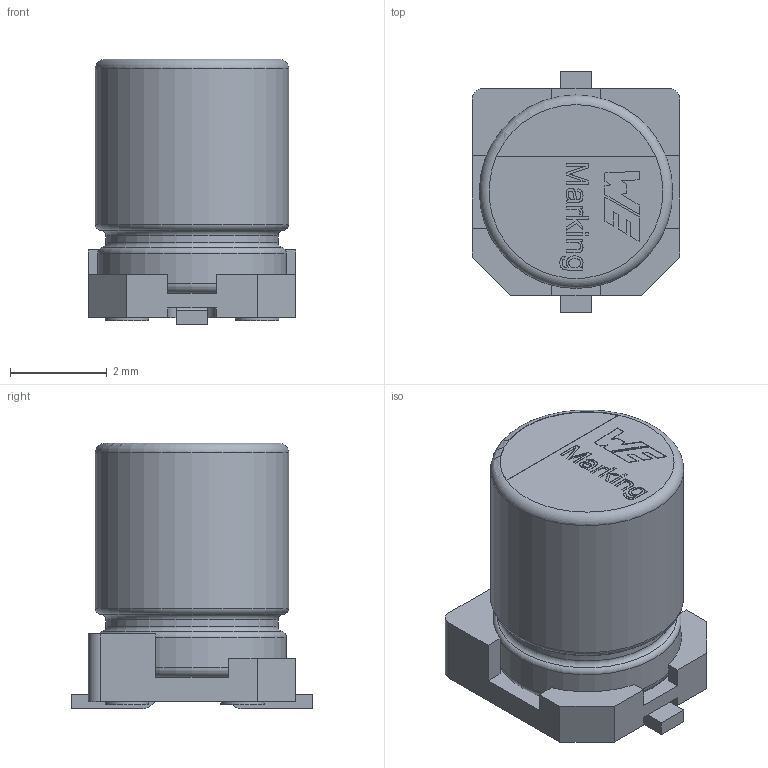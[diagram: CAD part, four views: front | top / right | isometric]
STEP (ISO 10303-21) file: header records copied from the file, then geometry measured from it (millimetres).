
FILE_DESCRIPTION( ( 'Unknown' ), '1' );
FILE_NAME( '4x5.5x1.stp', 'Unknown', ( 'Unknown' ), ( 'Unknown' ), 'PSStep 21.0.46', 'Unknown', ' ' );
FILE_SCHEMA( ( 'AUTOMOTIVE_DESIGN { 1 0 10303 214 1 1 1 1 }' ) );
Length unit declared in the file: millimetre
Products named in the file (3): Assem1; capicitor_4x5.5x1; Base_Φ4Capacitor
Assembly tree (2 placements, depth 2):
  Assem1
    capicitor_4x5.5x1
    Base_Φ4Capacitor
Bounding box: 4.3 x 5 x 5.5 mm (x, y, z)
Volume: 70.4 mm3; surface area: 159.8 mm2
Topology: 2 solids, 2 shells, 223 faces, 583 edges, 387 vertices
Faces by surface type: plane 154, cylinder 46, extrusion 16, torus 7
Full cylindrical faces by diameter (mm): 0.5 x1, 0.58 x1, 0.9 x6, 0.98 x1, 2.42 x1, 2.5 x1, 2.8 x1, 3.56 x1, 3.9 x1, 4 x1
Entity records: 9134 total; most frequent: CARTESIAN_POINT 2063, ORIENTED_EDGE 1106, DIRECTION 978, EDGE_CURVE 553, VERTEX_POINT 380, VECTOR 332, AXIS2_PLACEMENT_3D 323, LINE 316
